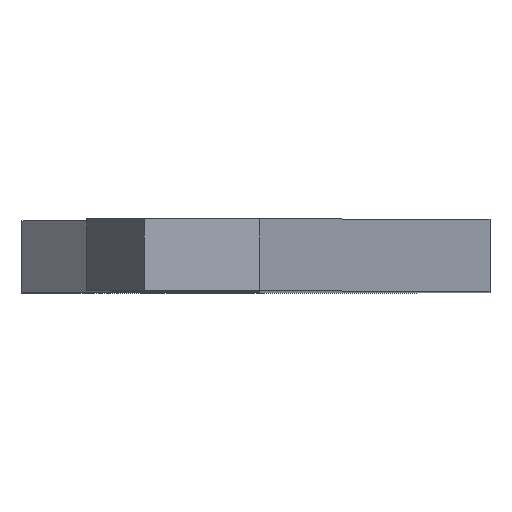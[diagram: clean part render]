
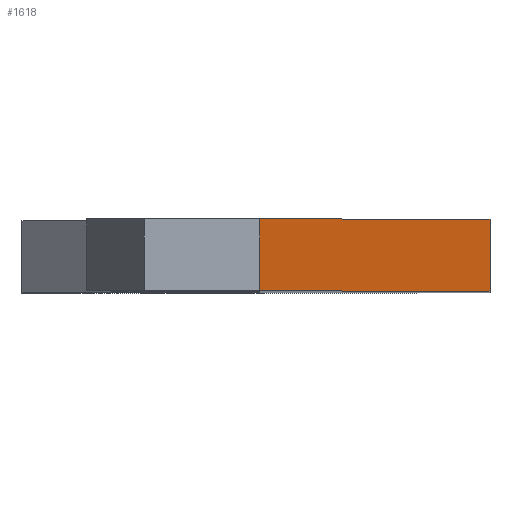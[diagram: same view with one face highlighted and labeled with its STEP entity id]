
A CAD part, top view. The second image highlights one B-rep face of the part: STEP entity #1618.
In plain terms, the highlighted planar face has unit normal (0.866, 0, 0.5).
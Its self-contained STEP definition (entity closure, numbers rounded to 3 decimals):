
#82 = PLANE('',#83);
#83 = AXIS2_PLACEMENT_3D('',#84,#85,#86);
#84 = CARTESIAN_POINT('',(146.9,11.57,-75.05));
#85 = DIRECTION('',(0.,1.,0.));
#86 = DIRECTION('',(-1.,0.,0.));
#136 = PLANE('',#137);
#137 = AXIS2_PLACEMENT_3D('',#138,#139,#140);
#138 = CARTESIAN_POINT('',(129.4,16.57,-67.55));
#139 = DIRECTION('',(0.,-1.,0.));
#140 = DIRECTION('',(1.,0.,0.));
#569 = PLANE('',#570);
#570 = AXIS2_PLACEMENT_3D('',#571,#572,#573);
#571 = CARTESIAN_POINT('',(137.9,16.57,24.378));
#572 = DIRECTION('',(0.,0.,1.));
#573 = DIRECTION('',(1.,0.,0.));
#607 = VERTEX_POINT('',#608);
#608 = CARTESIAN_POINT('',(145.9,11.57,24.378));
#629 = EDGE_CURVE('',#630,#607,#632,.T.);
#630 = VERTEX_POINT('',#631);
#631 = CARTESIAN_POINT('',(145.9,16.57,24.378));
#632 = SURFACE_CURVE('',#633,(#637,#644),.PCURVE_S1.);
#633 = LINE('',#634,#635);
#634 = CARTESIAN_POINT('',(145.9,16.57,24.378));
#635 = VECTOR('',#636,1.);
#636 = DIRECTION('',(0.,-1.,0.));
#637 = PCURVE('',#569,#638);
#638 = DEFINITIONAL_REPRESENTATION('',(#639),#643);
#639 = LINE('',#640,#641);
#640 = CARTESIAN_POINT('',(8.,0.));
#641 = VECTOR('',#642,1.);
#642 = DIRECTION('',(0.,-1.));
#643 = ( GEOMETRIC_REPRESENTATION_CONTEXT(2) 
PARAMETRIC_REPRESENTATION_CONTEXT() REPRESENTATION_CONTEXT('2D SPACE',''
  ) );
#644 = PCURVE('',#645,#650);
#645 = PLANE('',#646);
#646 = AXIS2_PLACEMENT_3D('',#647,#648,#649);
#647 = CARTESIAN_POINT('',(153.9,14.07,10.522));
#648 = DIRECTION('',(-0.866,0.,-0.5));
#649 = DIRECTION('',(-0.5,0.,0.866));
#650 = DEFINITIONAL_REPRESENTATION('',(#651),#655);
#651 = LINE('',#652,#653);
#652 = CARTESIAN_POINT('',(16.,2.5));
#653 = VECTOR('',#654,1.);
#654 = DIRECTION('',(0.,-1.));
#655 = ( GEOMETRIC_REPRESENTATION_CONTEXT(2) 
PARAMETRIC_REPRESENTATION_CONTEXT() REPRESENTATION_CONTEXT('2D SPACE',''
  ) );
#687 = EDGE_CURVE('',#630,#688,#690,.T.);
#688 = VERTEX_POINT('',#689);
#689 = CARTESIAN_POINT('',(161.9,16.57,-3.335));
#690 = SURFACE_CURVE('',#691,(#695,#702),.PCURVE_S1.);
#691 = LINE('',#692,#693);
#692 = CARTESIAN_POINT('',(145.9,16.57,24.378));
#693 = VECTOR('',#694,1.);
#694 = DIRECTION('',(0.5,0.,-0.866));
#695 = PCURVE('',#136,#696);
#696 = DEFINITIONAL_REPRESENTATION('',(#697),#701);
#697 = LINE('',#698,#699);
#698 = CARTESIAN_POINT('',(16.5,91.928));
#699 = VECTOR('',#700,1.);
#700 = DIRECTION('',(0.5,-0.866));
#701 = ( GEOMETRIC_REPRESENTATION_CONTEXT(2) 
PARAMETRIC_REPRESENTATION_CONTEXT() REPRESENTATION_CONTEXT('2D SPACE',''
  ) );
#702 = PCURVE('',#645,#703);
#703 = DEFINITIONAL_REPRESENTATION('',(#704),#708);
#704 = LINE('',#705,#706);
#705 = CARTESIAN_POINT('',(16.,2.5));
#706 = VECTOR('',#707,1.);
#707 = DIRECTION('',(-1.,0.));
#708 = ( GEOMETRIC_REPRESENTATION_CONTEXT(2) 
PARAMETRIC_REPRESENTATION_CONTEXT() REPRESENTATION_CONTEXT('2D SPACE',''
  ) );
#726 = PLANE('',#727);
#727 = AXIS2_PLACEMENT_3D('',#728,#729,#730);
#728 = CARTESIAN_POINT('',(161.9,16.57,-60.05));
#729 = DIRECTION('',(-1.,0.,0.));
#730 = DIRECTION('',(0.,0.,1.));
#910 = VERTEX_POINT('',#911);
#911 = CARTESIAN_POINT('',(161.9,11.57,-3.335));
#932 = EDGE_CURVE('',#688,#910,#933,.T.);
#933 = SURFACE_CURVE('',#934,(#938,#945),.PCURVE_S1.);
#934 = LINE('',#935,#936);
#935 = CARTESIAN_POINT('',(161.9,16.57,-3.335));
#936 = VECTOR('',#937,1.);
#937 = DIRECTION('',(0.,-1.,0.));
#938 = PCURVE('',#726,#939);
#939 = DEFINITIONAL_REPRESENTATION('',(#940),#944);
#940 = LINE('',#941,#942);
#941 = CARTESIAN_POINT('',(56.715,0.));
#942 = VECTOR('',#943,1.);
#943 = DIRECTION('',(0.,-1.));
#944 = ( GEOMETRIC_REPRESENTATION_CONTEXT(2) 
PARAMETRIC_REPRESENTATION_CONTEXT() REPRESENTATION_CONTEXT('2D SPACE',''
  ) );
#945 = PCURVE('',#645,#946);
#946 = DEFINITIONAL_REPRESENTATION('',(#947),#951);
#947 = LINE('',#948,#949);
#948 = CARTESIAN_POINT('',(-16.,2.5));
#949 = VECTOR('',#950,1.);
#950 = DIRECTION('',(0.,-1.));
#951 = ( GEOMETRIC_REPRESENTATION_CONTEXT(2) 
PARAMETRIC_REPRESENTATION_CONTEXT() REPRESENTATION_CONTEXT('2D SPACE',''
  ) );
#1563 = EDGE_CURVE('',#910,#607,#1564,.T.);
#1564 = SURFACE_CURVE('',#1565,(#1569,#1576),.PCURVE_S1.);
#1565 = LINE('',#1566,#1567);
#1566 = CARTESIAN_POINT('',(161.9,11.57,-3.335));
#1567 = VECTOR('',#1568,1.);
#1568 = DIRECTION('',(-0.5,0.,0.866));
#1569 = PCURVE('',#82,#1570);
#1570 = DEFINITIONAL_REPRESENTATION('',(#1571),#1575);
#1571 = LINE('',#1572,#1573);
#1572 = CARTESIAN_POINT('',(-15.,71.715));
#1573 = VECTOR('',#1574,1.);
#1574 = DIRECTION('',(0.5,0.866));
#1575 = ( GEOMETRIC_REPRESENTATION_CONTEXT(2) 
PARAMETRIC_REPRESENTATION_CONTEXT() REPRESENTATION_CONTEXT('2D SPACE',''
  ) );
#1576 = PCURVE('',#645,#1577);
#1577 = DEFINITIONAL_REPRESENTATION('',(#1578),#1582);
#1578 = LINE('',#1579,#1580);
#1579 = CARTESIAN_POINT('',(-16.,-2.5));
#1580 = VECTOR('',#1581,1.);
#1581 = DIRECTION('',(1.,0.));
#1582 = ( GEOMETRIC_REPRESENTATION_CONTEXT(2) 
PARAMETRIC_REPRESENTATION_CONTEXT() REPRESENTATION_CONTEXT('2D SPACE',''
  ) );
#1618 = ADVANCED_FACE('',(#1619),#645,.F.);
#1619 = FACE_BOUND('',#1620,.T.);
#1620 = EDGE_LOOP('',(#1621,#1622,#1623,#1624));
#1621 = ORIENTED_EDGE('',*,*,#629,.T.);
#1622 = ORIENTED_EDGE('',*,*,#1563,.F.);
#1623 = ORIENTED_EDGE('',*,*,#932,.F.);
#1624 = ORIENTED_EDGE('',*,*,#687,.F.);
